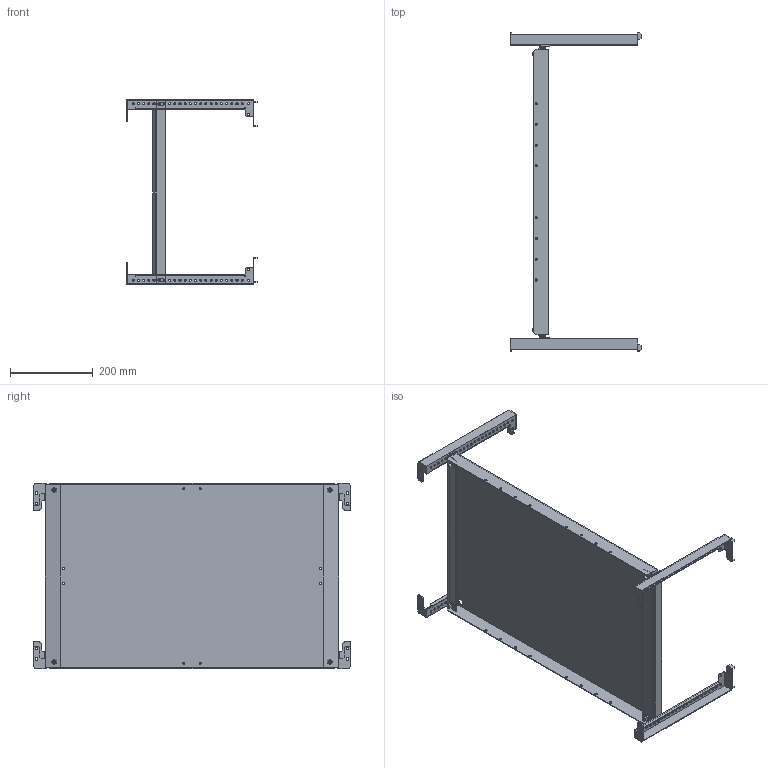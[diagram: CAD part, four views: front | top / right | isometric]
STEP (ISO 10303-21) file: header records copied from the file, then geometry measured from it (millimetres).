
FILE_DESCRIPTION (( 'STEP AP203' ), '1' );
FILE_NAME ('FO-00-MPU-045-080 FORMAT Ïàíåëü ìîíòàæíàÿ óíèâåðñàëüíàÿ 450õ800 IEK.STEP', '2024-07-26T17:04:38', ( '' ), ( '' ), 'SwSTEP 2.0', 'SolidWorks 2022', '' );
FILE_SCHEMA (( 'CONFIG_CONTROL_DESIGN' ));
Length unit declared in the file: millimetre
Products named in the file (1): FO-00-MPU-045-080 FORMAT Панель монтажная универсальная 450х800 IEK
Bounding box: 314.5 x 766 x 447 mm (x, y, z)
Volume: 1077319.6 mm3; surface area: 1142248.4 mm2
Topology: 11 solids, 11 shells, 1018 faces, 2776 edges, 1832 vertices
Faces by surface type: cylinder 468, plane 462, cone 56, torus 32
Entity records: 33613 total; most frequent: CARTESIAN_POINT 6247, DIRECTION 5802, ORIENTED_EDGE 5552, EDGE_CURVE 2776, AXIS2_PLACEMENT_3D 2075, VERTEX_POINT 1832, VECTOR 1652, LINE 1652
